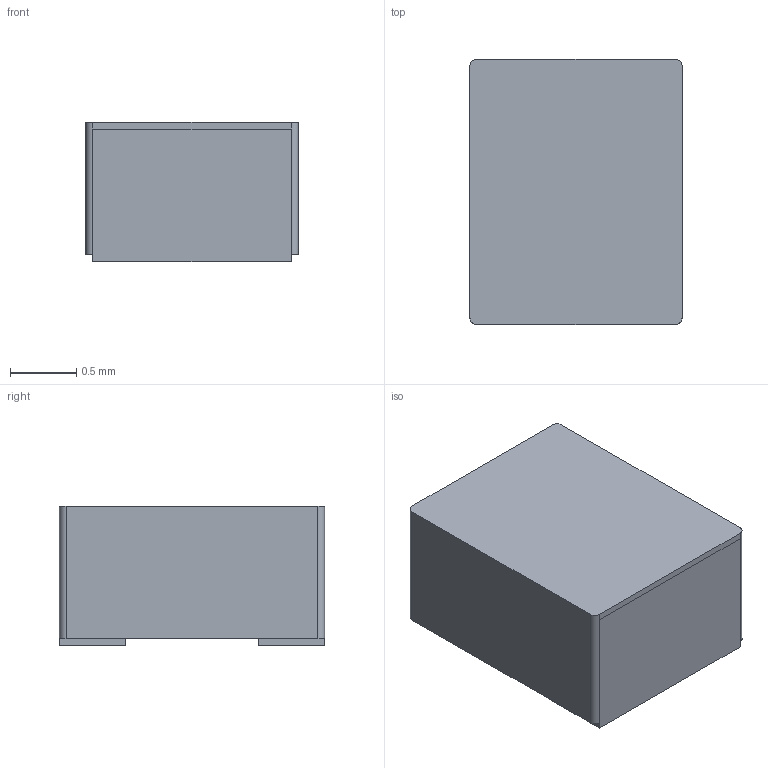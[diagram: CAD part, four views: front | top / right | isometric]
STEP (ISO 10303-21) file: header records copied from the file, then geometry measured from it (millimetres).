
FILE_DESCRIPTION (( 'STEP AP214' ), '1' );
FILE_NAME ('User Library-INPAQ_WIP201610P.STEP', '2020-08-02T12:31:37', ( '' ), ( '' ), 'SwSTEP 2.0', 'SolidWorks 2020', '' );
FILE_SCHEMA (( 'AUTOMOTIVE_DESIGN' ));
Length unit declared in the file: millimetre
Products named in the file (4): 1; 1_3; User Library-INPAQ_WIP201610P; 1_2
Assembly tree (3 placements, depth 2):
  User Library-INPAQ_WIP201610P
    1
    1_2
    1_3
Bounding box: 1.6 x 2 x 1.05 mm (x, y, z)
Volume: 3.3 mm3; surface area: 26.4 mm2
Topology: 3 solids, 3 shells, 30 faces, 68 edges, 44 vertices
Faces by surface type: plane 26, cylinder 4
Entity records: 982 total; most frequent: CARTESIAN_POINT 148, DIRECTION 148, ORIENTED_EDGE 136, EDGE_CURVE 68, VECTOR 60, LINE 60, AXIS2_PLACEMENT_3D 44, VERTEX_POINT 44
